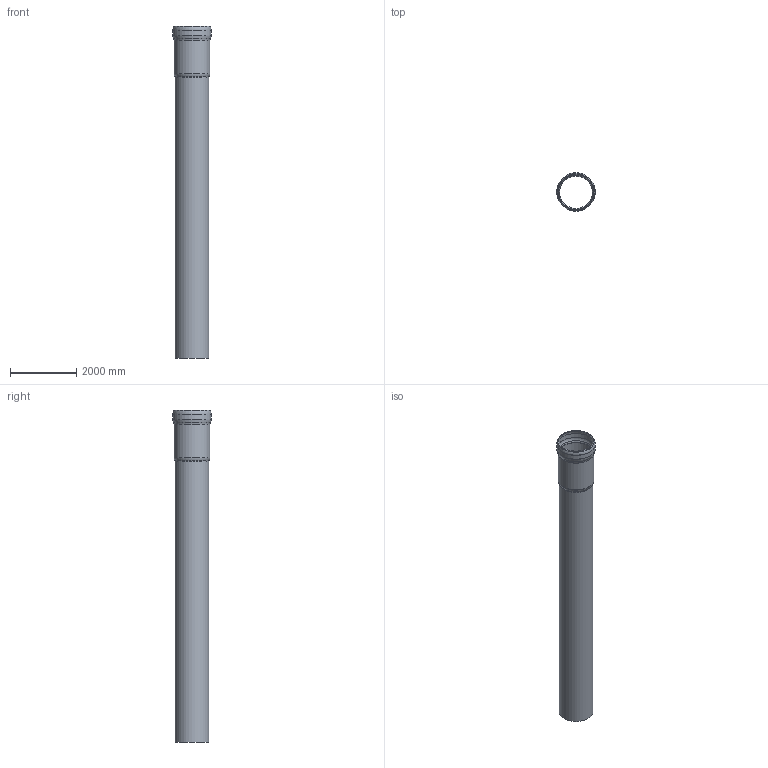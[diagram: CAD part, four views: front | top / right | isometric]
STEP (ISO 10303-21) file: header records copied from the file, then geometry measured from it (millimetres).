
FILE_DESCRIPTION(/* description */ (''),/* implementation_level */ '2;1');
FILE_NAME(/* name */ '4.5526100C_3D.stp',/* time_stamp */ '2025-09-03T13:23:53+02:00',/* author */ ('c.rudolph'),/* organization */ (''),/* preprocessor_version */ 'ST-DEVELOPER v20',/* originating_system */ 'AutoCAD Mechanical',/* authorisation */ '');
FILE_SCHEMA (('AUTOMOTIVE_DESIGN { 1 0 10303 214 3 1 1 }'));
Length unit declared in the file: centimetre
Products named in the file (2): Product; *S0
Assembly tree (1 placements, depth 2):
  Product
    *S0
Bounding box: 1158 x 1158 x 10000 mm (x, y, z)
Volume: 383626651.1 mm3; surface area: 64016274.4 mm2
Topology: 1 solids, 1 shells, 20 faces, 52 edges, 34 vertices
Faces by surface type: torus 10, cylinder 6, cone 3, plane 1
Full cylindrical faces by diameter (mm): 992 x1, 1016 x1, 1054 x1, 1078 x1, 1134 x1, 1158 x1
Entity records: 702 total; most frequent: DIRECTION 140, CARTESIAN_POINT 109, ORIENTED_EDGE 102, AXIS2_PLACEMENT_3D 65, EDGE_CURVE 51, CIRCLE 42, VERTEX_POINT 32, EDGE_LOOP 21
